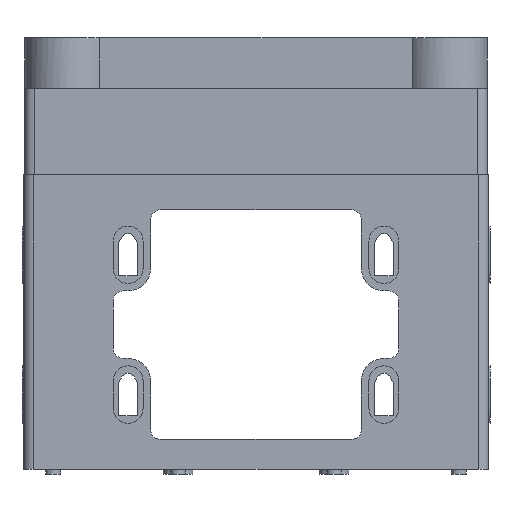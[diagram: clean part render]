
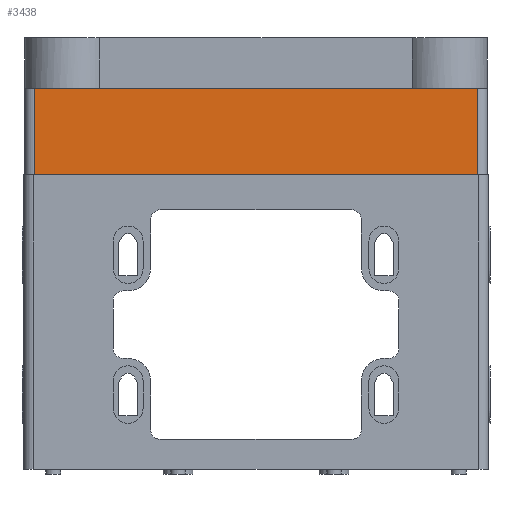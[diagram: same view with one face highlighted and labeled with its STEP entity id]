
A CAD part, front view. The second image highlights one B-rep face of the part: STEP entity #3438.
In plain terms, the highlighted face is planar.
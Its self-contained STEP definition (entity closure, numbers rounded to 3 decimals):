
#3438 = ADVANCED_FACE( '', ( #7466 ), #7467, .F. );
#7466 = FACE_OUTER_BOUND( '', #12029, .T. );
#7467 = PLANE( '', #12030 );
#12029 = EDGE_LOOP( '', ( #22130, #22131, #22132, #22133, #22134, #22135 ) );
#12030 = AXIS2_PLACEMENT_3D( '', #22136, #22137, #22138 );
#22130 = ORIENTED_EDGE( '', *, *, #29844, .F. );
#22131 = ORIENTED_EDGE( '', *, *, #28602, .T. );
#22132 = ORIENTED_EDGE( '', *, *, #29429, .T. );
#22133 = ORIENTED_EDGE( '', *, *, #28077, .F. );
#22134 = ORIENTED_EDGE( '', *, *, #31073, .F. );
#22135 = ORIENTED_EDGE( '', *, *, #31074, .F. );
#22136 = CARTESIAN_POINT( '', ( 0., 181.5, 55. ) );
#22137 = DIRECTION( '', ( 1., 0., 0. ) );
#22138 = DIRECTION( '', ( 0., 0., -1. ) );
#28077 = EDGE_CURVE( '', #34214, #34216, #34217, .T. );
#28602 = EDGE_CURVE( '', #35070, #35074, #35076, .T. );
#29429 = EDGE_CURVE( '', #35074, #34216, #36386, .T. );
#29844 = EDGE_CURVE( '', #35070, #37019, #37020, .T. );
#31073 = EDGE_CURVE( '', #38227, #34214, #38697, .T. );
#31074 = EDGE_CURVE( '', #37019, #38227, #38698, .T. );
#34214 = VERTEX_POINT( '', #42780 );
#34216 = VERTEX_POINT( '', #42782 );
#34217 = LINE( '', #42783, #42784 );
#35070 = VERTEX_POINT( '', #43933 );
#35074 = VERTEX_POINT( '', #43938 );
#35076 = LINE( '', #43940, #43941 );
#36386 = LINE( '', #45715, #45716 );
#37019 = VERTEX_POINT( '', #46622 );
#37020 = LINE( '', #46623, #46624 );
#38227 = VERTEX_POINT( '', #48313 );
#38697 = LINE( '', #48943, #48944 );
#38698 = LINE( '', #48945, #48946 );
#42780 = CARTESIAN_POINT( '', ( 0., 4., 34.6 ) );
#42782 = CARTESIAN_POINT( '', ( 0., 4., 0. ) );
#42783 = CARTESIAN_POINT( '', ( 0., 4., 55. ) );
#42784 = VECTOR( '', #52083, 1000. );
#43933 = CARTESIAN_POINT( '', ( 0., 181.5, 34.6 ) );
#43938 = CARTESIAN_POINT( '', ( 0., 181.5, 0. ) );
#43940 = CARTESIAN_POINT( '', ( 0., 181.5, 55. ) );
#43941 = VECTOR( '', #52758, 1000. );
#45715 = CARTESIAN_POINT( '', ( 0., 181.5, 0. ) );
#45716 = VECTOR( '', #53787, 1000. );
#46622 = CARTESIAN_POINT( '', ( 0., 168.498, 34.6 ) );
#46623 = CARTESIAN_POINT( '', ( 0., 181.5, 34.6 ) );
#46624 = VECTOR( '', #54291, 1000. );
#48313 = CARTESIAN_POINT( '', ( 0., 17.01, 34.6 ) );
#48943 = CARTESIAN_POINT( '', ( 0., 181.5, 34.6 ) );
#48944 = VECTOR( '', #55755, 1000. );
#48945 = CARTESIAN_POINT( '', ( 0., 181.5, 34.6 ) );
#48946 = VECTOR( '', #55756, 1000. );
#52083 = DIRECTION( '', ( 0., 0., -1. ) );
#52758 = DIRECTION( '', ( 0., 0., -1. ) );
#53787 = DIRECTION( '', ( 0., -1., 0. ) );
#54291 = DIRECTION( '', ( 0., -1., 0. ) );
#55755 = DIRECTION( '', ( 0., -1., 0. ) );
#55756 = DIRECTION( '', ( 0., -1., 0. ) );
